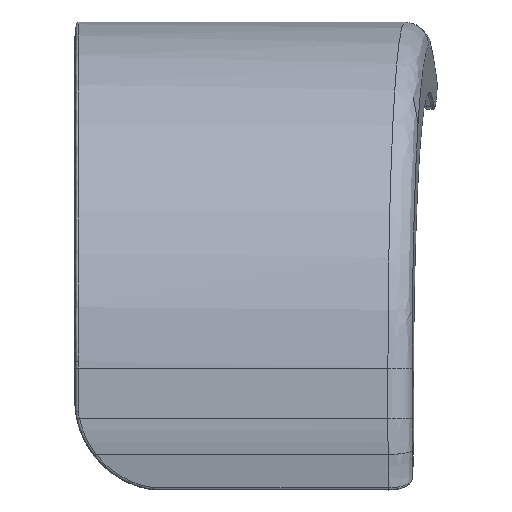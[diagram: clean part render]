
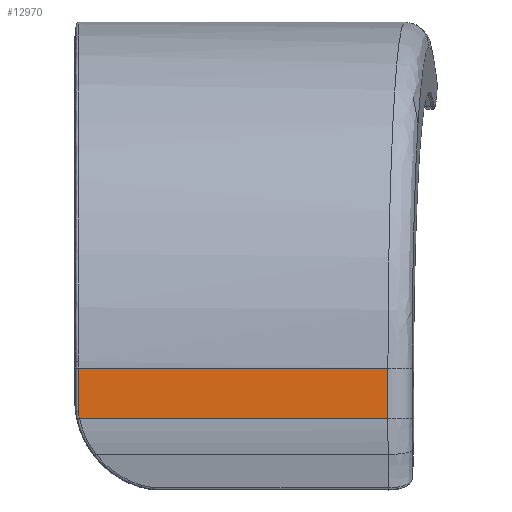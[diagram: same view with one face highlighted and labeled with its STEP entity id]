
A CAD part, top view. The second image highlights one B-rep face of the part: STEP entity #12970.
In plain terms, the highlighted planar face has unit normal (0, 0, 1).
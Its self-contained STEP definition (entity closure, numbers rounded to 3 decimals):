
#812=CIRCLE('',#14221,14.55);
#2043=FACE_OUTER_BOUND('',#2829,.T.);
#2829=EDGE_LOOP('',(#11887,#11888,#11889,#11890,#11891,#11892));
#3643=LINE('',#42280,#4467);
#3644=LINE('',#42284,#4468);
#3645=LINE('',#42287,#4469);
#3647=LINE('',#42293,#4471);
#3659=LINE('',#43046,#4483);
#4467=VECTOR('',#17525,0.043);
#4468=VECTOR('',#17530,7.116);
#4469=VECTOR('',#17535,50.962);
#4471=VECTOR('',#17541,8.267);
#4483=VECTOR('',#17593,51.151);
#6020=VERTEX_POINT('',#40691);
#6023=VERTEX_POINT('',#40731);
#6045=VERTEX_POINT('',#42264);
#6046=VERTEX_POINT('',#42279);
#6047=VERTEX_POINT('',#42283);
#6049=VERTEX_POINT('',#42291);
#7974=EDGE_CURVE('',#6020,#6045,#812,.T.);
#7976=EDGE_CURVE('',#6045,#6046,#3643,.T.);
#7978=EDGE_CURVE('',#6046,#6047,#3644,.T.);
#7980=EDGE_CURVE('',#6023,#6020,#3645,.F.);
#7983=EDGE_CURVE('',#6049,#6023,#3647,.F.);
#8010=EDGE_CURVE('',#6047,#6049,#3659,.F.);
#11887=ORIENTED_EDGE('',*,*,#7983,.F.);
#11888=ORIENTED_EDGE('',*,*,#8010,.F.);
#11889=ORIENTED_EDGE('',*,*,#7978,.F.);
#11890=ORIENTED_EDGE('',*,*,#7976,.F.);
#11891=ORIENTED_EDGE('',*,*,#7974,.F.);
#11892=ORIENTED_EDGE('',*,*,#7980,.F.);
#12199=PLANE('',#14248);
#12970=ADVANCED_FACE('',(#2043),#12199,.F.);
#14221=AXIS2_PLACEMENT_3D('',#42265,#17521,#17522);
#14248=AXIS2_PLACEMENT_3D('',#43045,#17591,#17592);
#17521=DIRECTION('center_axis',(0.,0.,-1.));
#17522=DIRECTION('ref_axis',(-0.992,-0.13,0.));
#17525=DIRECTION('',(0.,1.,0.));
#17530=DIRECTION('',(0.,1.,0.));
#17535=DIRECTION('',(1.,0.,0.));
#17541=DIRECTION('',(0.,1.,0.));
#17591=DIRECTION('center_axis',(0.,0.,-1.));
#17592=DIRECTION('ref_axis',(0.,1.,0.));
#17593=DIRECTION('',(-1.,0.,0.));
#40691=CARTESIAN_POINT('',(30.463,-263.972,-41.626));
#40731=CARTESIAN_POINT('',(81.425,-263.972,-41.626));
#42264=CARTESIAN_POINT('',(30.274,-262.864,-41.626));
#42265=CARTESIAN_POINT('Origin',(44.7,-260.971,-41.626));
#42279=CARTESIAN_POINT('',(30.274,-262.821,-41.626));
#42280=CARTESIAN_POINT('',(30.274,-262.864,-41.626));
#42283=CARTESIAN_POINT('',(30.274,-255.705,-41.626));
#42284=CARTESIAN_POINT('',(30.274,-262.821,-41.626));
#42287=CARTESIAN_POINT('',(30.463,-263.972,-41.626));
#42291=CARTESIAN_POINT('',(81.425,-255.705,-41.626));
#42293=CARTESIAN_POINT('',(81.425,-263.972,-41.626));
#43045=CARTESIAN_POINT('Origin',(21.,-255.705,-41.626));
#43046=CARTESIAN_POINT('',(81.425,-255.705,-41.626));
